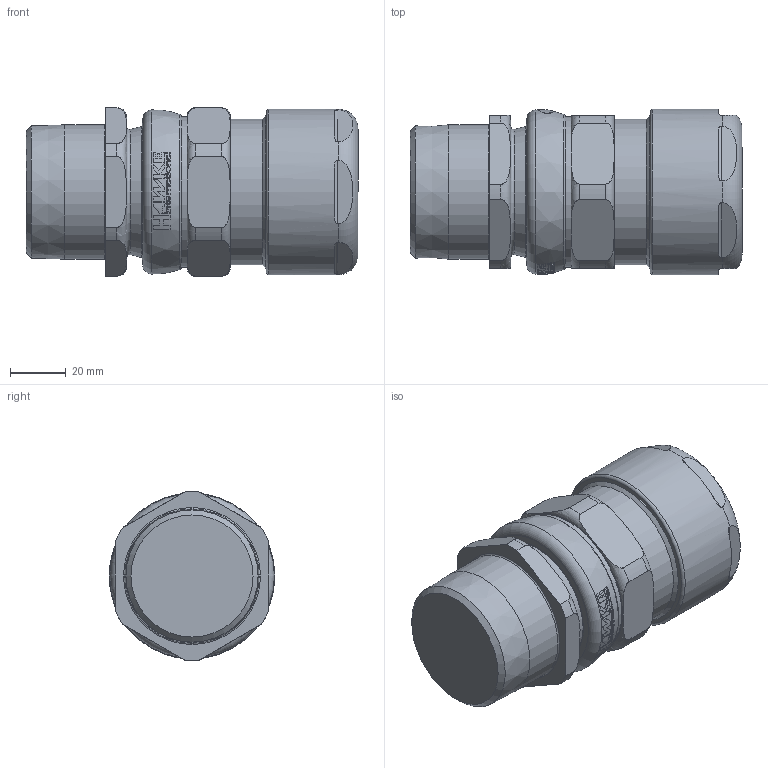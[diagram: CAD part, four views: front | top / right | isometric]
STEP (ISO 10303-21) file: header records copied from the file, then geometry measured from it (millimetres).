
FILE_DESCRIPTION(/* description */ (''),/* implementation_level */ '2;1');
FILE_NAME(/* name */ 'ICG_653_UNIV_X C2_1_1_2_NPT.stp',/* time_stamp */ '2020-08-13T15:39:17+05:00',/* author */ ('jgandhi'),/* organization */ (''),/* preprocessor_version */ 'ST-DEVELOPER v18',/* originating_system */ 'Autodesk Inventor 2020',/* authorisation */ '');
FILE_SCHEMA (('AUTOMOTIVE_DESIGN { 1 0 10303 214 3 1 1 }'));
Length unit declared in the file: millimetre
Products named in the file (1): ICG_653_UNIV_X C2_1_1_2_NPT
Bounding box: 119.32 x 59.5 x 60.59 mm (x, y, z)
Surface area: 86025.5 mm2
Topology: 11 solids, 11 shells, 855 faces, 2417 edges, 1621 vertices
Faces by surface type: plane 291, bspline 179, torus 160, cylinder 128, cone 95, sphere 2
Full cylindrical faces by diameter (mm): 0.8 x6, 32.3 x1, 32.5 x1, 36 x1, 37.5 x1, 39.9 x1, 41.9 x1, 42 x1, 45.7 x1, 45.8 x1, 46.722 x1, 46.8 x1, 46.9 x1, 47.6 x3, 47.722 x1, 48.26 x1, 50.8 x1, 52.2 x2, 53 x1, 53.95 x1, 54.644 x1, 59.5 x1
Entity records: 34591 total; most frequent: CARTESIAN_POINT 13093, ORIENTED_EDGE 4830, DIRECTION 3674, EDGE_CURVE 2415, VERTEX_POINT 1621, AXIS2_PLACEMENT_3D 1469, EDGE_LOOP 900, FACE_OUTER_BOUND 855
